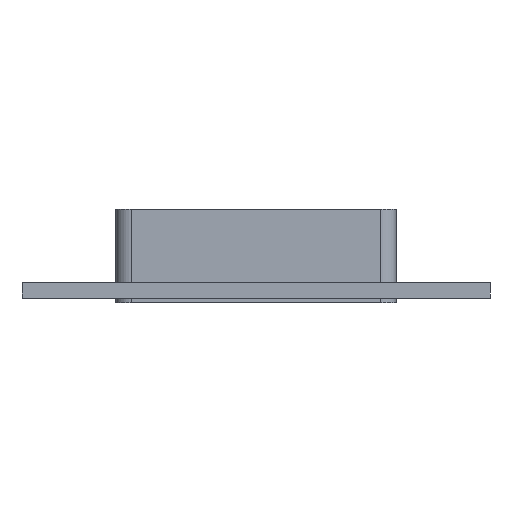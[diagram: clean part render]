
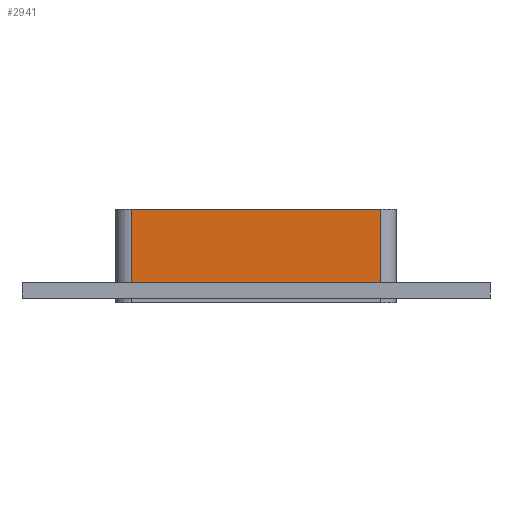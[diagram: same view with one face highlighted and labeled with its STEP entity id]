
A CAD part, left-side view. The second image highlights one B-rep face of the part: STEP entity #2941.
In plain terms, the highlighted planar face has unit normal (-1, 0, 0).
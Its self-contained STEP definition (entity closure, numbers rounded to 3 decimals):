
#1169=CARTESIAN_POINT('',(-592.25,-79.75,-17.0));
#1170=VERTEX_POINT('',#1169);
#1178=CARTESIAN_POINT('',(-592.25,79.75,-17.0));
#1179=VERTEX_POINT('',#1178);
#1180=CARTESIAN_POINT('',(-592.25,79.75,-17.0));
#1181=DIRECTION('',(0.0,-1.0,0.0));
#1182=VECTOR('',#1181,159.5);
#1183=LINE('',#1180,#1182);
#1184=EDGE_CURVE('',#1179,#1170,#1183,.T.);
#1984=CARTESIAN_POINT('',(-592.25,-79.75,30.0));
#1985=VERTEX_POINT('',#1984);
#1993=CARTESIAN_POINT('',(-592.25,-79.75,30.0));
#1994=DIRECTION('',(0.0,0.0,-1.0));
#1995=VECTOR('',#1994,47.0);
#1996=LINE('',#1993,#1995);
#1997=EDGE_CURVE('',#1985,#1170,#1996,.T.);
#2008=CARTESIAN_POINT('',(-592.25,79.75,30.0));
#2009=VERTEX_POINT('',#2008);
#2010=CARTESIAN_POINT('',(-592.25,79.75,-17.0));
#2011=DIRECTION('',(0.0,0.0,1.0));
#2012=VECTOR('',#2011,47.0);
#2013=LINE('',#2010,#2012);
#2014=EDGE_CURVE('',#1179,#2009,#2013,.T.);
#2925=CARTESIAN_POINT('',(-592.25,89.75,0.0));
#2926=DIRECTION('',(-1.0,0.0,0.0));
#2927=DIRECTION('',(0.0,-1.0,0.0));
#2928=AXIS2_PLACEMENT_3D('',#2925,#2926,#2927);
#2929=PLANE('',#2928);
#2930=ORIENTED_EDGE('',*,*,#1184,.T.);
#2931=ORIENTED_EDGE('',*,*,#1997,.F.);
#2932=CARTESIAN_POINT('',(-592.25,79.75,30.0));
#2933=DIRECTION('',(0.0,-1.0,0.0));
#2934=VECTOR('',#2933,159.5);
#2935=LINE('',#2932,#2934);
#2936=EDGE_CURVE('',#2009,#1985,#2935,.T.);
#2937=ORIENTED_EDGE('',*,*,#2936,.F.);
#2938=ORIENTED_EDGE('',*,*,#2014,.F.);
#2939=EDGE_LOOP('',(#2930,#2931,#2937,#2938));
#2940=FACE_OUTER_BOUND('',#2939,.T.);
#2941=ADVANCED_FACE('',(#2940),#2929,.T.);
